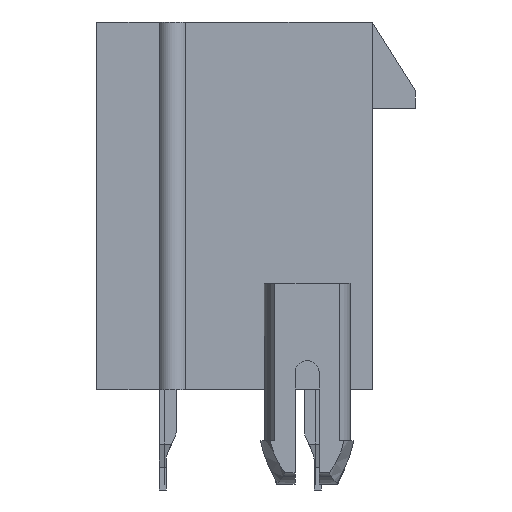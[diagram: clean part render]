
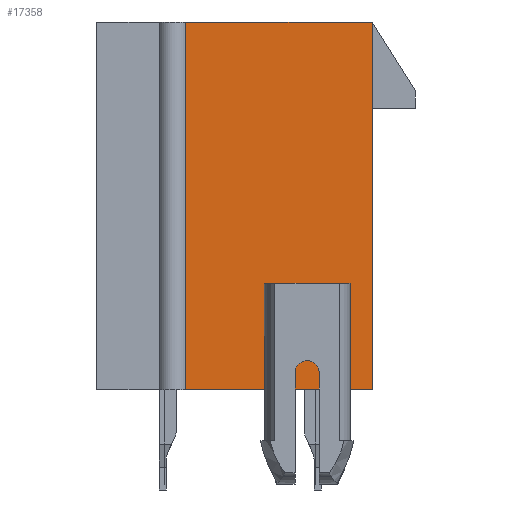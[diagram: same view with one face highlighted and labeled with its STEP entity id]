
A CAD part, left-side view. The second image highlights one B-rep face of the part: STEP entity #17358.
In plain terms, the highlighted planar face has unit normal (-1, 0, 0).
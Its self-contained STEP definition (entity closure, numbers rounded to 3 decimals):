
#745=ORIENTED_EDGE('',*,*,#5907,.T.);
#746=ORIENTED_EDGE('',*,*,#5908,.T.);
#747=ORIENTED_EDGE('',*,*,#5909,.T.);
#748=ORIENTED_EDGE('',*,*,#5910,.F.);
#749=ORIENTED_EDGE('',*,*,#5911,.F.);
#750=ORIENTED_EDGE('',*,*,#5912,.F.);
#751=ORIENTED_EDGE('',*,*,#5913,.F.);
#752=ORIENTED_EDGE('',*,*,#5914,.F.);
#5907=EDGE_CURVE('',#8474,#8475,#10119,.T.);
#5908=EDGE_CURVE('',#8475,#8476,#10120,.T.);
#5909=EDGE_CURVE('',#8476,#8477,#10121,.T.);
#5910=EDGE_CURVE('',#8474,#8477,#10122,.T.);
#5911=EDGE_CURVE('',#8478,#8479,#10123,.T.);
#5912=EDGE_CURVE('',#8480,#8478,#10124,.T.);
#5913=EDGE_CURVE('',#8481,#8480,#10125,.T.);
#5914=EDGE_CURVE('',#8479,#8481,#10126,.T.);
#8474=VERTEX_POINT('',#24474);
#8475=VERTEX_POINT('',#24475);
#8476=VERTEX_POINT('',#24477);
#8477=VERTEX_POINT('',#24479);
#8478=VERTEX_POINT('',#24482);
#8479=VERTEX_POINT('',#24483);
#8480=VERTEX_POINT('',#24485);
#8481=VERTEX_POINT('',#24487);
#10119=LINE('',#24473,#12588);
#10120=LINE('',#24476,#12589);
#10121=LINE('',#24478,#12590);
#10122=LINE('',#24480,#12591);
#10123=LINE('',#24481,#12592);
#10124=LINE('',#24484,#12593);
#10125=LINE('',#24486,#12594);
#10126=LINE('',#24488,#12595);
#12588=VECTOR('',#19729,1000.);
#12589=VECTOR('',#19730,1000.);
#12590=VECTOR('',#19731,1000.);
#12591=VECTOR('',#19732,1000.);
#12592=VECTOR('',#19733,1000.);
#12593=VECTOR('',#19734,1000.);
#12594=VECTOR('',#19735,1000.);
#12595=VECTOR('',#19736,1000.);
#14733=EDGE_LOOP('',(#745,#746,#747,#748));
#14734=EDGE_LOOP('',(#749,#750,#751,#752));
#15647=FACE_BOUND('',#14733,.T.);
#15648=FACE_BOUND('',#14734,.T.);
#16550=PLANE('',#18274);
#17358=ADVANCED_FACE('',(#15647,#15648),#16550,.T.);
#18274=AXIS2_PLACEMENT_3D('',#24472,#19727,#19728);
#19727=DIRECTION('',(-1.,0.,0.));
#19728=DIRECTION('',(0.,0.,1.));
#19729=DIRECTION('',(0.,-1.,0.));
#19730=DIRECTION('',(0.,0.,1.));
#19731=DIRECTION('',(0.,1.,0.));
#19732=DIRECTION('',(0.,0.,1.));
#19733=DIRECTION('',(0.,0.,-1.));
#19734=DIRECTION('',(0.,1.,0.));
#19735=DIRECTION('',(0.,0.,1.));
#19736=DIRECTION('',(0.,-1.,0.));
#24472=CARTESIAN_POINT('',(-25.85,0.,0.));
#24473=CARTESIAN_POINT('',(-25.85,4.8,-6.4));
#24474=CARTESIAN_POINT('',(-25.85,1.7,-6.4));
#24475=CARTESIAN_POINT('',(-25.85,-4.8,-6.4));
#24476=CARTESIAN_POINT('',(-25.85,-4.8,-6.4));
#24477=CARTESIAN_POINT('',(-25.85,-4.8,6.4));
#24478=CARTESIAN_POINT('',(-25.85,-4.8,6.4));
#24479=CARTESIAN_POINT('',(-25.85,1.7,6.4));
#24480=CARTESIAN_POINT('',(-25.85,1.7,-6.4));
#24481=CARTESIAN_POINT('',(-25.85,-1.78,-2.7));
#24482=CARTESIAN_POINT('',(-25.85,-1.78,-2.7));
#24483=CARTESIAN_POINT('',(-25.85,-1.78,-5.3));
#24484=CARTESIAN_POINT('',(-25.85,-3.28,-2.7));
#24485=CARTESIAN_POINT('',(-25.85,-3.28,-2.7));
#24486=CARTESIAN_POINT('',(-25.85,-3.28,-5.3));
#24487=CARTESIAN_POINT('',(-25.85,-3.28,-5.3));
#24488=CARTESIAN_POINT('',(-25.85,-1.78,-5.3));
